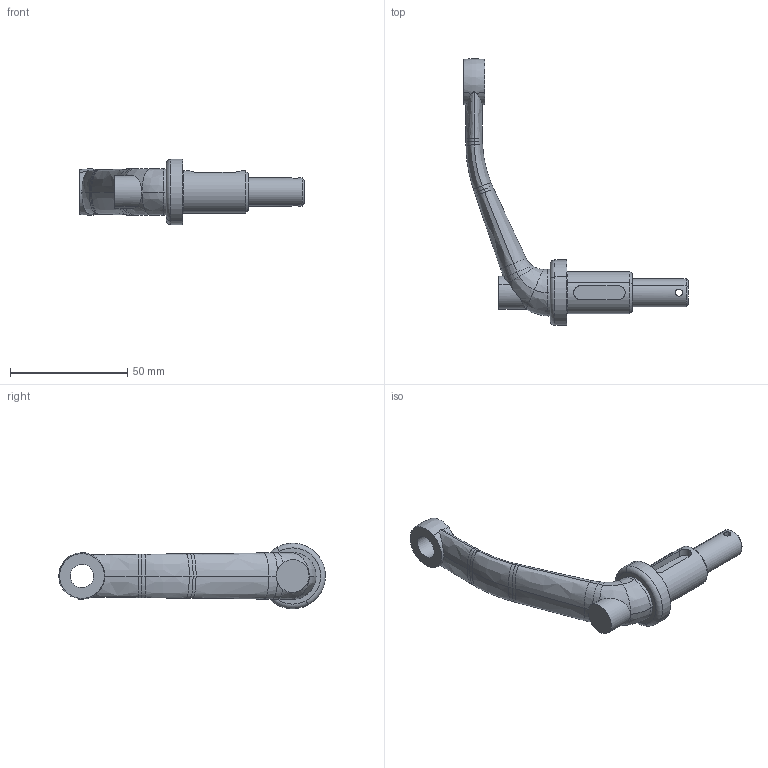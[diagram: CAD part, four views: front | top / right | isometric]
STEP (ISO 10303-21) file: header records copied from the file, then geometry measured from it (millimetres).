
FILE_DESCRIPTION(('CATIA V5 STEP Exchange'),'2;1');
FILE_NAME('Handle.stp','2019-11-27T15:12:15+00:00',('none'),('none'),'CATIA Version 5 Release 21 GA (IN-10)','CATIA V5 STEP AP203','none');
FILE_SCHEMA(('CONFIG_CONTROL_DESIGN'));
Length unit declared in the file: millimetre
Products named in the file (1): Part1
Bounding box: 96 x 113.98 x 27.99 mm (x, y, z)
Volume: 31427.2 mm3; surface area: 10068.8 mm2
Topology: 1 solids, 1 shells, 82 faces, 182 edges, 106 vertices
Faces by surface type: bspline 48, cylinder 14, plane 10, torus 4, cone 4, revolution 2
Entity records: 4246 total; most frequent: CARTESIAN_POINT 2814, ORIENTED_EDGE 364, EDGE_CURVE 182, B_SPLINE_CURVE_WITH_KNOTS 122, DIRECTION 118, VERTEX_POINT 106, EDGE_LOOP 90, ADVANCED_FACE 82
